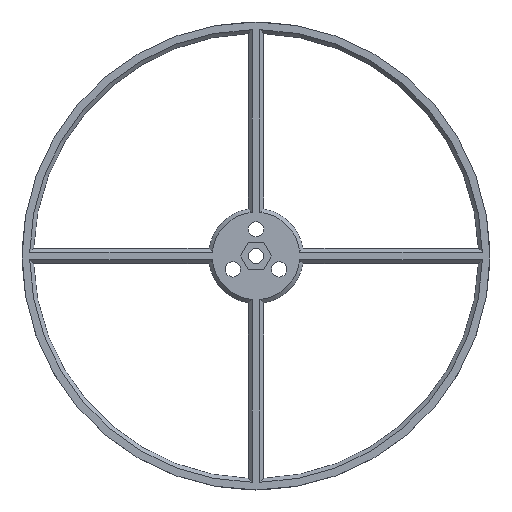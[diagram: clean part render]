
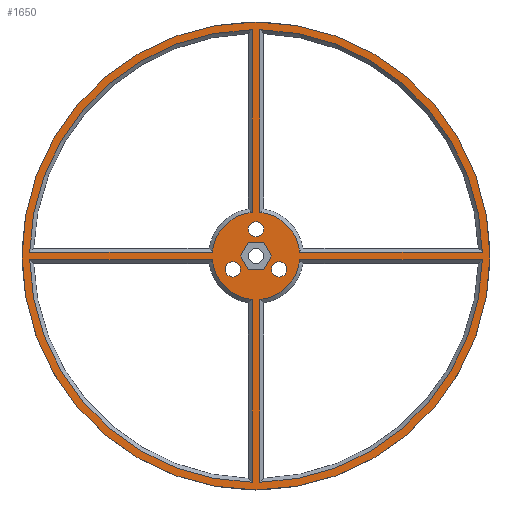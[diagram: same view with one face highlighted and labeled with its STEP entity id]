
A CAD part, top view. The second image highlights one B-rep face of the part: STEP entity #1650.
In plain terms, the highlighted planar face has unit normal (0, 0, 1).
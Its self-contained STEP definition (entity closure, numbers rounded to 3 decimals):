
#23=FACE_BOUND('',#375,.T.);
#24=FACE_BOUND('',#376,.T.);
#25=FACE_BOUND('',#377,.T.);
#26=FACE_BOUND('',#378,.T.);
#27=FACE_BOUND('',#379,.T.);
#28=FACE_BOUND('',#380,.T.);
#29=FACE_BOUND('',#381,.T.);
#30=FACE_BOUND('',#382,.T.);
#58=CIRCLE('',#1704,59.5);
#61=CIRCLE('',#1709,59.5);
#64=CIRCLE('',#1714,59.5);
#67=CIRCLE('',#1719,59.5);
#89=CIRCLE('',#1770,11.5);
#90=CIRCLE('',#1774,11.5);
#92=CIRCLE('',#1782,11.5);
#93=CIRCLE('',#1786,11.5);
#94=CIRCLE('',#1795,61.5);
#95=CIRCLE('',#1796,2.025);
#96=CIRCLE('',#1797,2.025);
#97=CIRCLE('',#1798,2.025);
#172=PLANE('',#1794);
#265=FACE_OUTER_BOUND('',#374,.T.);
#374=EDGE_LOOP('',(#1386));
#375=EDGE_LOOP('',(#1387,#1388,#1389,#1390));
#376=EDGE_LOOP('',(#1391,#1392,#1393,#1394));
#377=EDGE_LOOP('',(#1395,#1396,#1397,#1398));
#378=EDGE_LOOP('',(#1399,#1400,#1401,#1402));
#379=EDGE_LOOP('',(#1403,#1404,#1405,#1406,#1407,#1408));
#380=EDGE_LOOP('',(#1409));
#381=EDGE_LOOP('',(#1410));
#382=EDGE_LOOP('',(#1411));
#470=LINE('',#3136,#607);
#471=LINE('',#3149,#608);
#473=LINE('',#3154,#610);
#474=LINE('',#3169,#611);
#478=LINE('',#3178,#615);
#479=LINE('',#3191,#616);
#480=LINE('',#3194,#617);
#481=LINE('',#3207,#618);
#484=LINE('',#3215,#621);
#487=LINE('',#3221,#624);
#490=LINE('',#3227,#627);
#493=LINE('',#3233,#630);
#496=LINE('',#3239,#633);
#499=LINE('',#3243,#636);
#607=VECTOR('',#2027,10.);
#608=VECTOR('',#2034,10.);
#610=VECTOR('',#2038,10.);
#611=VECTOR('',#2047,10.);
#615=VECTOR('',#2059,10.);
#616=VECTOR('',#2066,10.);
#617=VECTOR('',#2069,10.);
#618=VECTOR('',#2076,10.);
#621=VECTOR('',#2081,10.);
#624=VECTOR('',#2086,10.);
#627=VECTOR('',#2091,10.);
#630=VECTOR('',#2096,10.);
#633=VECTOR('',#2101,10.);
#636=VECTOR('',#2106,10.);
#748=VERTEX_POINT('',#2894);
#751=VERTEX_POINT('',#2901);
#754=VERTEX_POINT('',#2913);
#757=VERTEX_POINT('',#2920);
#760=VERTEX_POINT('',#2932);
#763=VERTEX_POINT('',#2939);
#766=VERTEX_POINT('',#2951);
#769=VERTEX_POINT('',#2958);
#807=VERTEX_POINT('',#3135);
#808=VERTEX_POINT('',#3142);
#810=VERTEX_POINT('',#3153);
#811=VERTEX_POINT('',#3160);
#813=VERTEX_POINT('',#3177);
#814=VERTEX_POINT('',#3184);
#815=VERTEX_POINT('',#3193);
#816=VERTEX_POINT('',#3200);
#819=VERTEX_POINT('',#3212);
#820=VERTEX_POINT('',#3214);
#822=VERTEX_POINT('',#3220);
#824=VERTEX_POINT('',#3226);
#826=VERTEX_POINT('',#3232);
#828=VERTEX_POINT('',#3238);
#829=VERTEX_POINT('',#3245);
#830=VERTEX_POINT('',#3247);
#831=VERTEX_POINT('',#3249);
#832=VERTEX_POINT('',#3251);
#903=EDGE_CURVE('',#751,#748,#58,.T.);
#910=EDGE_CURVE('',#757,#754,#61,.T.);
#917=EDGE_CURVE('',#763,#760,#64,.T.);
#924=EDGE_CURVE('',#769,#766,#67,.T.);
#992=EDGE_CURVE('',#754,#807,#470,.T.);
#994=EDGE_CURVE('',#807,#808,#89,.T.);
#996=EDGE_CURVE('',#808,#757,#471,.T.);
#998=EDGE_CURVE('',#748,#810,#473,.T.);
#1000=EDGE_CURVE('',#810,#811,#90,.T.);
#1003=EDGE_CURVE('',#811,#751,#474,.T.);
#1007=EDGE_CURVE('',#766,#813,#478,.T.);
#1009=EDGE_CURVE('',#813,#814,#92,.T.);
#1011=EDGE_CURVE('',#814,#769,#479,.T.);
#1012=EDGE_CURVE('',#760,#815,#480,.T.);
#1014=EDGE_CURVE('',#815,#816,#93,.T.);
#1016=EDGE_CURVE('',#816,#763,#481,.T.);
#1019=EDGE_CURVE('',#820,#819,#484,.T.);
#1022=EDGE_CURVE('',#822,#820,#487,.T.);
#1025=EDGE_CURVE('',#824,#822,#490,.T.);
#1028=EDGE_CURVE('',#826,#824,#493,.T.);
#1031=EDGE_CURVE('',#828,#826,#496,.T.);
#1034=EDGE_CURVE('',#819,#828,#499,.T.);
#1035=EDGE_CURVE('',#829,#829,#94,.T.);
#1036=EDGE_CURVE('',#830,#830,#95,.T.);
#1037=EDGE_CURVE('',#831,#831,#96,.T.);
#1038=EDGE_CURVE('',#832,#832,#97,.T.);
#1386=ORIENTED_EDGE('',*,*,#1035,.T.);
#1387=ORIENTED_EDGE('',*,*,#1003,.F.);
#1388=ORIENTED_EDGE('',*,*,#1000,.F.);
#1389=ORIENTED_EDGE('',*,*,#998,.F.);
#1390=ORIENTED_EDGE('',*,*,#903,.F.);
#1391=ORIENTED_EDGE('',*,*,#996,.F.);
#1392=ORIENTED_EDGE('',*,*,#994,.F.);
#1393=ORIENTED_EDGE('',*,*,#992,.F.);
#1394=ORIENTED_EDGE('',*,*,#910,.F.);
#1395=ORIENTED_EDGE('',*,*,#1016,.F.);
#1396=ORIENTED_EDGE('',*,*,#1014,.F.);
#1397=ORIENTED_EDGE('',*,*,#1012,.F.);
#1398=ORIENTED_EDGE('',*,*,#917,.F.);
#1399=ORIENTED_EDGE('',*,*,#1011,.F.);
#1400=ORIENTED_EDGE('',*,*,#1009,.F.);
#1401=ORIENTED_EDGE('',*,*,#1007,.F.);
#1402=ORIENTED_EDGE('',*,*,#924,.F.);
#1403=ORIENTED_EDGE('',*,*,#1034,.T.);
#1404=ORIENTED_EDGE('',*,*,#1031,.T.);
#1405=ORIENTED_EDGE('',*,*,#1028,.T.);
#1406=ORIENTED_EDGE('',*,*,#1025,.T.);
#1407=ORIENTED_EDGE('',*,*,#1022,.T.);
#1408=ORIENTED_EDGE('',*,*,#1019,.T.);
#1409=ORIENTED_EDGE('',*,*,#1036,.T.);
#1410=ORIENTED_EDGE('',*,*,#1037,.T.);
#1411=ORIENTED_EDGE('',*,*,#1038,.T.);
#1650=ADVANCED_FACE('',(#265,#23,#24,#25,#26,#27,#28,#29,#30),#172,.T.);
#1704=AXIS2_PLACEMENT_3D('',#2905,#1861,#1862);
#1709=AXIS2_PLACEMENT_3D('',#2924,#1873,#1874);
#1714=AXIS2_PLACEMENT_3D('',#2943,#1885,#1886);
#1719=AXIS2_PLACEMENT_3D('',#2962,#1897,#1898);
#1770=AXIS2_PLACEMENT_3D('',#3143,#2030,#2031);
#1774=AXIS2_PLACEMENT_3D('',#3161,#2041,#2042);
#1782=AXIS2_PLACEMENT_3D('',#3185,#2062,#2063);
#1786=AXIS2_PLACEMENT_3D('',#3201,#2072,#2073);
#1794=AXIS2_PLACEMENT_3D('',#3244,#2107,#2108);
#1795=AXIS2_PLACEMENT_3D('',#3246,#2109,#2110);
#1796=AXIS2_PLACEMENT_3D('',#3248,#2111,#2112);
#1797=AXIS2_PLACEMENT_3D('',#3250,#2113,#2114);
#1798=AXIS2_PLACEMENT_3D('',#3252,#2115,#2116);
#1861=DIRECTION('center_axis',(0.,0.,1.));
#1862=DIRECTION('ref_axis',(-1.,0.,0.));
#1873=DIRECTION('center_axis',(0.,0.,1.));
#1874=DIRECTION('ref_axis',(1.,0.,0.));
#1885=DIRECTION('center_axis',(0.,0.,1.));
#1886=DIRECTION('ref_axis',(1.,0.,0.));
#1897=DIRECTION('center_axis',(0.,0.,1.));
#1898=DIRECTION('ref_axis',(-1.,0.,0.));
#2027=DIRECTION('',(-1.,0.,0.));
#2030=DIRECTION('center_axis',(0.,0.,-1.));
#2031=DIRECTION('ref_axis',(1.,0.,0.));
#2034=DIRECTION('',(0.,-1.,0.));
#2038=DIRECTION('',(0.,1.,0.));
#2041=DIRECTION('center_axis',(0.,0.,-1.));
#2042=DIRECTION('ref_axis',(-1.,0.,0.));
#2047=DIRECTION('',(-1.,0.,0.));
#2059=DIRECTION('',(1.,0.,0.));
#2062=DIRECTION('center_axis',(0.,0.,-1.));
#2063=DIRECTION('ref_axis',(-1.,0.,0.));
#2066=DIRECTION('',(0.,1.,0.));
#2069=DIRECTION('',(0.,-1.,0.));
#2072=DIRECTION('center_axis',(0.,0.,-1.));
#2073=DIRECTION('ref_axis',(1.,0.,0.));
#2076=DIRECTION('',(1.,0.,0.));
#2081=DIRECTION('',(1.,0.,0.));
#2086=DIRECTION('',(0.5,0.866,0.));
#2091=DIRECTION('',(-0.5,0.866,0.));
#2096=DIRECTION('',(-1.,0.,0.));
#2101=DIRECTION('',(-0.5,-0.866,0.));
#2106=DIRECTION('',(0.5,-0.866,0.));
#2107=DIRECTION('center_axis',(0.,0.,1.));
#2108=DIRECTION('ref_axis',(-1.,0.,0.));
#2109=DIRECTION('center_axis',(0.,0.,1.));
#2110=DIRECTION('ref_axis',(-1.,0.,0.));
#2111=DIRECTION('center_axis',(0.,0.,-1.));
#2112=DIRECTION('ref_axis',(-1.,0.,0.));
#2113=DIRECTION('center_axis',(0.,0.,-1.));
#2114=DIRECTION('ref_axis',(-1.,0.,0.));
#2115=DIRECTION('center_axis',(0.,0.,-1.));
#2116=DIRECTION('ref_axis',(-1.,0.,0.));
#2894=CARTESIAN_POINT('',(-1.,-59.492,371.55));
#2901=CARTESIAN_POINT('',(-59.492,-1.,371.55));
#2905=CARTESIAN_POINT('Origin',(0.,0.,
371.55));
#2913=CARTESIAN_POINT('',(59.492,-1.,371.55));
#2920=CARTESIAN_POINT('',(1.,-59.492,371.55));
#2924=CARTESIAN_POINT('Origin',(0.,0.,
371.55));
#2932=CARTESIAN_POINT('',(1.,59.492,371.55));
#2939=CARTESIAN_POINT('',(59.492,1.,371.55));
#2943=CARTESIAN_POINT('Origin',(0.,0.,
371.55));
#2951=CARTESIAN_POINT('',(-59.492,1.,371.55));
#2958=CARTESIAN_POINT('',(-1.,59.492,371.55));
#2962=CARTESIAN_POINT('Origin',(0.,0.,
371.55));
#3135=CARTESIAN_POINT('',(11.456,-1.,371.55));
#3136=CARTESIAN_POINT('',(6.169,-1.,371.55));
#3142=CARTESIAN_POINT('',(1.,-11.456,371.55));
#3143=CARTESIAN_POINT('Origin',(0.,0.,
371.55));
#3149=CARTESIAN_POINT('',(1.,-29.233,371.55));
#3153=CARTESIAN_POINT('',(-1.,-11.456,371.55));
#3154=CARTESIAN_POINT('',(-1.,-6.169,371.55));
#3160=CARTESIAN_POINT('',(-11.456,-1.,371.55));
#3161=CARTESIAN_POINT('Origin',(0.,0.,
371.55));
#3169=CARTESIAN_POINT('',(-29.233,-1.,371.55));
#3177=CARTESIAN_POINT('',(-11.456,1.,371.55));
#3178=CARTESIAN_POINT('',(-6.169,1.,371.55));
#3184=CARTESIAN_POINT('',(-1.,11.456,371.55));
#3185=CARTESIAN_POINT('Origin',(0.,0.,
371.55));
#3191=CARTESIAN_POINT('',(-1.,29.233,371.55));
#3193=CARTESIAN_POINT('',(1.,11.456,371.55));
#3194=CARTESIAN_POINT('',(1.,6.169,371.55));
#3200=CARTESIAN_POINT('',(11.456,1.,371.55));
#3201=CARTESIAN_POINT('Origin',(0.,0.,
371.55));
#3207=CARTESIAN_POINT('',(29.233,1.,371.55));
#3212=CARTESIAN_POINT('',(2.05,3.551,371.55));
#3214=CARTESIAN_POINT('',(-2.05,3.551,371.55));
#3215=CARTESIAN_POINT('',(2.05,3.551,371.55));
#3220=CARTESIAN_POINT('',(-4.1,0.,371.55));
#3221=CARTESIAN_POINT('',(-2.05,3.551,371.55));
#3226=CARTESIAN_POINT('',(-2.05,-3.551,371.55));
#3227=CARTESIAN_POINT('',(-4.1,0.,371.55));
#3232=CARTESIAN_POINT('',(2.05,-3.551,371.55));
#3233=CARTESIAN_POINT('',(-2.05,-3.551,371.55));
#3238=CARTESIAN_POINT('',(4.1,0.,371.55));
#3239=CARTESIAN_POINT('',(2.05,-3.551,371.55));
#3243=CARTESIAN_POINT('',(4.1,0.,371.55));
#3244=CARTESIAN_POINT('Origin',(0.,0.,371.55));
#3245=CARTESIAN_POINT('',(61.5,0.,371.55));
#3246=CARTESIAN_POINT('Origin',(0.,0.,371.55));
#3247=CARTESIAN_POINT('',(2.025,7.022,371.55));
#3248=CARTESIAN_POINT('Origin',(0.,7.022,371.55));
#3249=CARTESIAN_POINT('',(8.106,-3.511,371.55));
#3250=CARTESIAN_POINT('Origin',(6.081,-3.511,371.55));
#3251=CARTESIAN_POINT('',(-4.056,-3.511,371.55));
#3252=CARTESIAN_POINT('Origin',(-6.081,-3.511,371.55));
